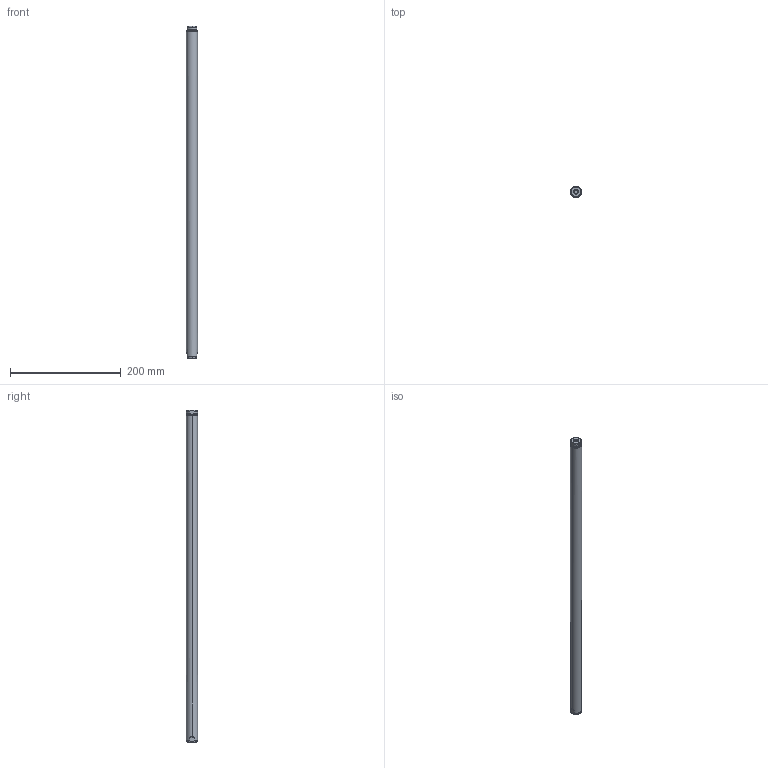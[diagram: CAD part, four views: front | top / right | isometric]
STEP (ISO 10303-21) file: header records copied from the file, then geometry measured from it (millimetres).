
FILE_DESCRIPTION (( 'STEP AP214' ), '1' );
FILE_NAME ('PL01-20x600!540-HP.STEP', '2008-02-13T14:30:30', ( 'Ausderau' ), ( 'NTI AG' ), 'SwSTEP 2.0', 'SolidWorks 2005037', '' );
FILE_SCHEMA (( 'AUTOMOTIVE_DESIGN' ));
Length unit declared in the file: millimetre
Products named in the file (1): PL01-20x600!540-HP
Bounding box: 20 x 20 x 600 mm (x, y, z)
Volume: 186923.4 mm3; surface area: 38963.5 mm2
Topology: 1 solids, 1 shells, 45 faces, 116 edges, 76 vertices
Faces by surface type: plane 19, cylinder 14, cone 8, torus 4
Entity records: 1523 total; most frequent: CARTESIAN_POINT 402, ORIENTED_EDGE 232, DIRECTION 224, EDGE_CURVE 116, AXIS2_PLACEMENT_3D 90, VERTEX_POINT 76, EDGE_LOOP 48, ADVANCED_FACE 45
